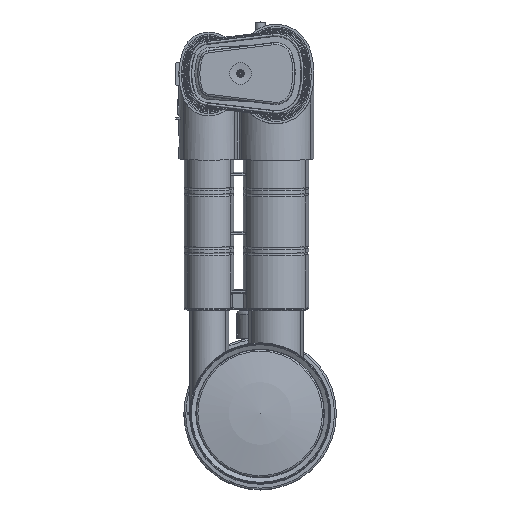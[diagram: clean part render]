
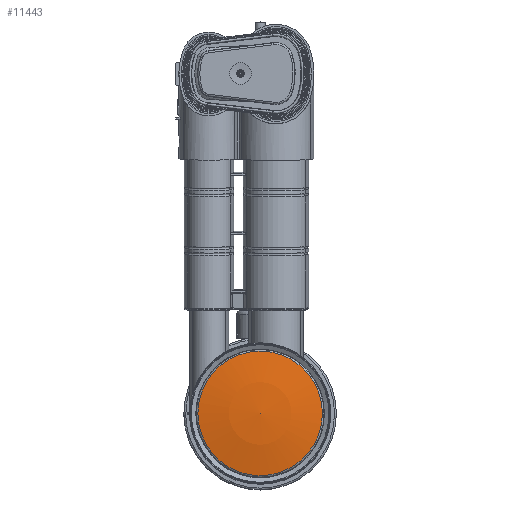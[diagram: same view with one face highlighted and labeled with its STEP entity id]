
A CAD part, top view. The second image highlights one B-rep face of the part: STEP entity #11443.
In plain terms, the highlighted spherical face has radius 167.875 mm.
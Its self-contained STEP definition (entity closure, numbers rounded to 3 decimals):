
#6255=FACE_OUTER_BOUND('',#16281,.T.);
#11338=SPHERICAL_SURFACE('',#50650,167.875);
#11443=ADVANCED_FACE('',(#6255),#11338,.T.);
#16281=EDGE_LOOP('',(#20130));
#20130=ORIENTED_EDGE('',*,*,#39490,.F.);
#34965=VERTEX_POINT('',#73629);
#39490=EDGE_CURVE('',#34965,#34965,#46923,.T.);
#46923=CIRCLE('',#50649,31.689);
#50649=AXIS2_PLACEMENT_3D('',#73628,#57136,#57137);
#50650=AXIS2_PLACEMENT_3D('',#73630,#57138,#57139);
#57136=DIRECTION('',(0.,0.,-1.));
#57137=DIRECTION('',(0.,-1.,0.));
#57138=DIRECTION('',(0.,0.,-1.));
#57139=DIRECTION('',(0.,-1.,0.));
#73628=CARTESIAN_POINT('',(0.,0.,99.182));
#73629=CARTESIAN_POINT('',(0.,-31.689,99.182));
#73630=CARTESIAN_POINT('',(0.,0.,-65.675));
